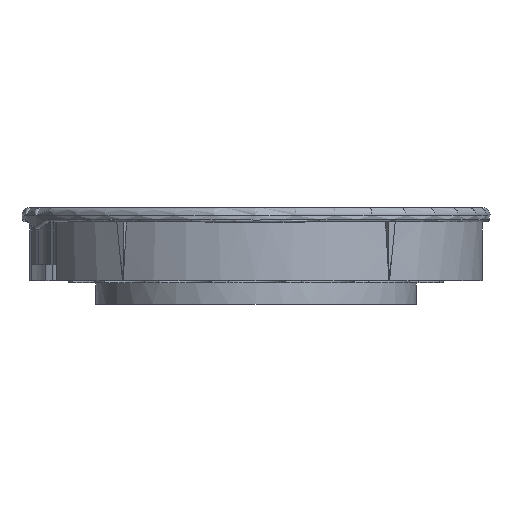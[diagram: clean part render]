
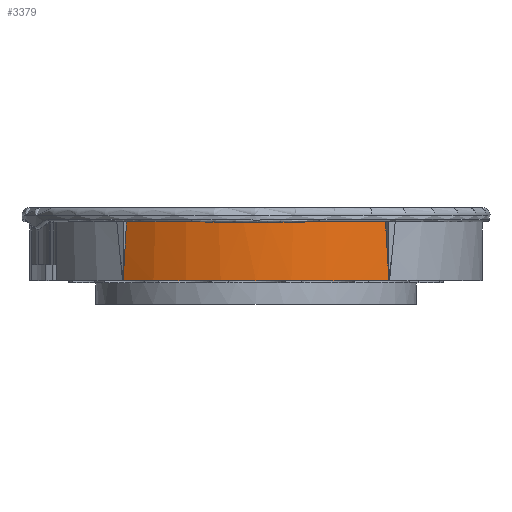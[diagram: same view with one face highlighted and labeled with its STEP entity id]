
A CAD part, front view. The second image highlights one B-rep face of the part: STEP entity #3379.
In plain terms, the highlighted cylindrical face has radius 31.869 mm (diameter 63.737 mm), a partial arc.
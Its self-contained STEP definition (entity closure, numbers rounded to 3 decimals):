
#70=B_SPLINE_CURVE_WITH_KNOTS('',3,(#5473,#5474,#5475,#5476,#5477,#5478,
#5479,#5480,#5481,#5482,#5483,#5484,#5485,#5486,#5487,#5488,#5489,#5490,
#5491),.UNSPECIFIED.,.F.,.F.,(4,2,2,2,3,2,2,2,4),(-0.523,-0.394,
-0.158,-0.065,0.,0.035,0.11,
0.251,0.528),.UNSPECIFIED.);
#135=CYLINDRICAL_SURFACE('',#3637,31.869);
#202=CIRCLE('',#3580,31.869);
#248=CIRCLE('',#3638,31.869);
#249=CIRCLE('',#3639,31.869);
#552=FACE_OUTER_BOUND('',#735,.T.);
#735=EDGE_LOOP('',(#2308,#2309,#2310,#2311,#2312,#2313));
#1225=ELLIPSE('',#3625,456.855,31.869);
#1227=ELLIPSE('',#3640,456.855,31.869);
#1260=VERTEX_POINT('',#5336);
#1261=VERTEX_POINT('',#5338);
#1307=VERTEX_POINT('',#5436);
#1315=VERTEX_POINT('',#5470);
#1316=VERTEX_POINT('',#5472);
#1317=VERTEX_POINT('',#5492);
#1627=EDGE_CURVE('',#1261,#1260,#202,.T.);
#1676=EDGE_CURVE('',#1260,#1307,#1225,.T.);
#1691=EDGE_CURVE('',#1307,#1315,#248,.T.);
#1692=EDGE_CURVE('',#1315,#1316,#70,.T.);
#1693=EDGE_CURVE('',#1316,#1317,#249,.T.);
#1694=EDGE_CURVE('',#1317,#1261,#1227,.T.);
#2308=ORIENTED_EDGE('',*,*,#1676,.T.);
#2309=ORIENTED_EDGE('',*,*,#1691,.T.);
#2310=ORIENTED_EDGE('',*,*,#1692,.T.);
#2311=ORIENTED_EDGE('',*,*,#1693,.T.);
#2312=ORIENTED_EDGE('',*,*,#1694,.T.);
#2313=ORIENTED_EDGE('',*,*,#1627,.T.);
#3379=ADVANCED_FACE('',(#552),#135,.T.);
#3580=AXIS2_PLACEMENT_3D('',#5339,#4152,#4153);
#3625=AXIS2_PLACEMENT_3D('',#5437,#4249,#4250);
#3637=AXIS2_PLACEMENT_3D('',#5469,#4280,#4281);
#3638=AXIS2_PLACEMENT_3D('',#5471,#4282,#4283);
#3639=AXIS2_PLACEMENT_3D('',#5493,#4284,#4285);
#3640=AXIS2_PLACEMENT_3D('',#5494,#4286,#4287);
#4152=DIRECTION('center_axis',(0.,0.,1.));
#4153=DIRECTION('ref_axis',(-0.991,-0.135,0.));
#4249=DIRECTION('center_axis',(-0.807,-0.586,-0.07));
#4250=DIRECTION('ref_axis',(0.056,0.041,-0.998));
#4280=DIRECTION('center_axis',(0.,0.,-1.));
#4281=DIRECTION('ref_axis',(1.,0.,0.));
#4282=DIRECTION('center_axis',(0.,0.,
-1.));
#4283=DIRECTION('ref_axis',(1.,0.,0.));
#4284=DIRECTION('center_axis',(0.,0.,
-1.));
#4285=DIRECTION('ref_axis',(1.,0.,0.));
#4286=DIRECTION('center_axis',(0.807,-0.586,-0.07));
#4287=DIRECTION('ref_axis',(0.056,-0.041,0.998));
#5336=CARTESIAN_POINT('',(18.658,-6.857,3.3));
#5338=CARTESIAN_POINT('',(-18.734,-6.857,3.3));
#5339=CARTESIAN_POINT('Origin',(-0.038,18.952,3.3));
#5436=CARTESIAN_POINT('',(18.185,-7.193,11.6));
#5437=CARTESIAN_POINT('Origin',(-0.038,18.952,2.662));
#5469=CARTESIAN_POINT('Origin',(-0.038,18.952,11.6));
#5470=CARTESIAN_POINT('',(5.182,-12.486,11.6));
#5471=CARTESIAN_POINT('Origin',(-0.038,18.952,11.6));
#5472=CARTESIAN_POINT('',(-5.281,-12.483,11.6));
#5473=CARTESIAN_POINT('Ctrl Pts',(5.182,-12.486,11.6));
#5474=CARTESIAN_POINT('Ctrl Pts',(4.754,-12.557,11.6));
#5475=CARTESIAN_POINT('Ctrl Pts',(4.325,-12.62,11.599));
#5476=CARTESIAN_POINT('Ctrl Pts',(3.11,-12.771,11.596));
#5477=CARTESIAN_POINT('Ctrl Pts',(2.322,-12.839,11.593));
#5478=CARTESIAN_POINT('Ctrl Pts',(1.222,-12.893,11.59));
#5479=CARTESIAN_POINT('Ctrl Pts',(0.911,-12.904,11.59));
#5480=CARTESIAN_POINT('Ctrl Pts',(0.383,-12.915,11.589));
#5481=CARTESIAN_POINT('Ctrl Pts',(0.167,-12.917,11.589));
#5482=CARTESIAN_POINT('Ctrl Pts',(-0.05,-12.917,
11.589));
#5483=CARTESIAN_POINT('Ctrl Pts',(-0.165,-12.917,11.589));
#5484=CARTESIAN_POINT('Ctrl Pts',(-0.28,-12.916,
11.589));
#5485=CARTESIAN_POINT('Ctrl Pts',(-0.647,-12.912,
11.589));
#5486=CARTESIAN_POINT('Ctrl Pts',(-0.898,-12.906,
11.59));
#5487=CARTESIAN_POINT('Ctrl Pts',(-1.619,-12.881,11.591));
#5488=CARTESIAN_POINT('Ctrl Pts',(-2.088,-12.854,11.592));
#5489=CARTESIAN_POINT('Ctrl Pts',(-3.472,-12.745,11.596));
#5490=CARTESIAN_POINT('Ctrl Pts',(-4.381,-12.633,11.6));
#5491=CARTESIAN_POINT('Ctrl Pts',(-5.281,-12.483,11.6));
#5492=CARTESIAN_POINT('',(-18.261,-7.193,11.6));
#5493=CARTESIAN_POINT('Origin',(-0.038,18.952,11.6));
#5494=CARTESIAN_POINT('Origin',(-0.038,18.952,2.662));
